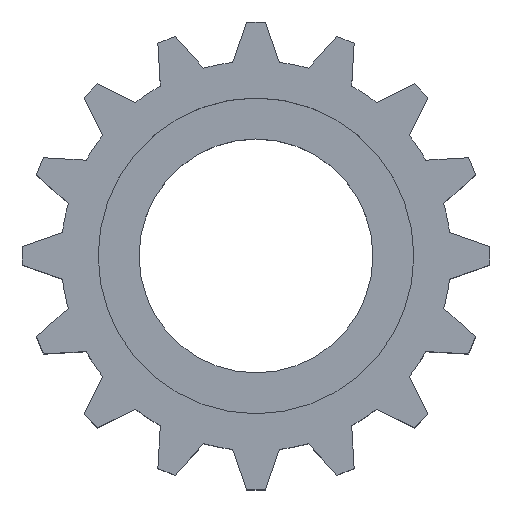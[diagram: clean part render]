
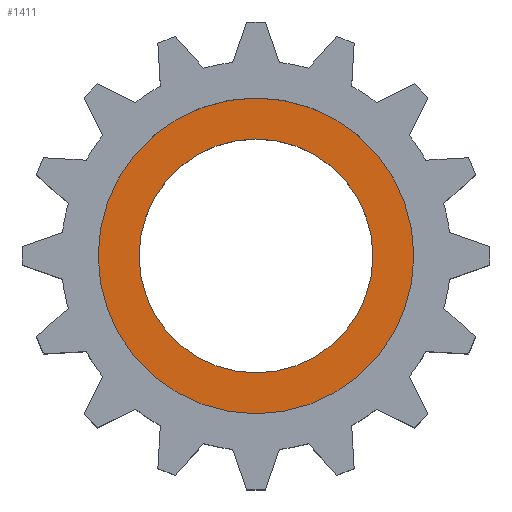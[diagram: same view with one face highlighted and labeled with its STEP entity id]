
A CAD part, top view. The second image highlights one B-rep face of the part: STEP entity #1411.
In plain terms, the highlighted planar face has unit normal (0, 0, 1).
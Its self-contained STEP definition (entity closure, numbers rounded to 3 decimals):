
#17=FACE_BOUND('',#220,.T.);
#69=PLANE('',#1534);
#145=FACE_OUTER_BOUND('',#219,.T.);
#219=EDGE_LOOP('',(#1320));
#220=EDGE_LOOP('',(#1321));
#548=CIRCLE('',#1428,20.25);
#584=CIRCLE('',#1533,15.);
#586=VERTEX_POINT('',#1922);
#718=VERTEX_POINT('',#2321);
#721=EDGE_CURVE('',#586,#586,#548,.T.);
#918=EDGE_CURVE('',#718,#718,#584,.T.);
#1320=ORIENTED_EDGE('',*,*,#721,.T.);
#1321=ORIENTED_EDGE('',*,*,#918,.T.);
#1411=ADVANCED_FACE('',(#145,#17),#69,.T.);
#1428=AXIS2_PLACEMENT_3D('',#1924,#1542,#1543);
#1533=AXIS2_PLACEMENT_3D('',#2322,#1913,#1914);
#1534=AXIS2_PLACEMENT_3D('',#2324,#1916,#1917);
#1542=DIRECTION('center_axis',(0.,0.,1.));
#1543=DIRECTION('ref_axis',(1.,0.,0.));
#1913=DIRECTION('center_axis',(0.,0.,-1.));
#1914=DIRECTION('ref_axis',(1.,0.,0.));
#1916=DIRECTION('center_axis',(0.,0.,1.));
#1917=DIRECTION('ref_axis',(1.,0.,0.));
#1922=CARTESIAN_POINT('',(-20.25,0.,5.));
#1924=CARTESIAN_POINT('Origin',(0.,0.,5.));
#2321=CARTESIAN_POINT('',(-15.,0.,5.));
#2322=CARTESIAN_POINT('Origin',(0.,0.,5.));
#2324=CARTESIAN_POINT('Origin',(0.,0.,5.));
